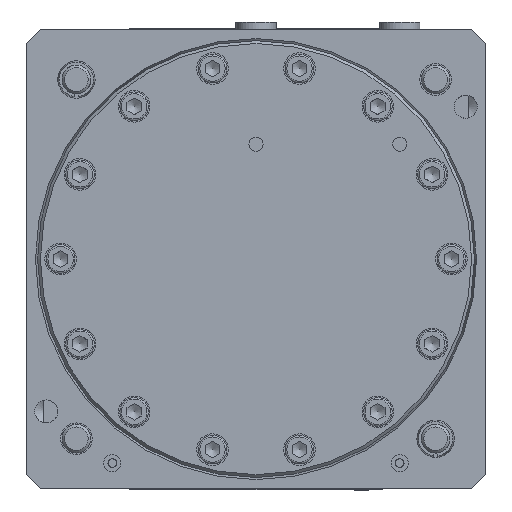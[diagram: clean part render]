
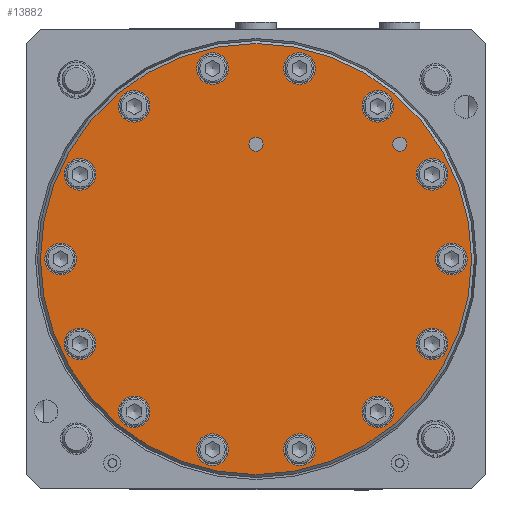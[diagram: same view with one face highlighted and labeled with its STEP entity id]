
A CAD part, front view. The second image highlights one B-rep face of the part: STEP entity #13882.
In plain terms, the highlighted planar face has unit normal (0, -1, 0).
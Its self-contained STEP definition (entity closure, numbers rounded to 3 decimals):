
#835=CIRCLE('',#15052,5.5);
#838=CIRCLE('',#15057,5.5);
#840=CIRCLE('',#15061,5.5);
#842=CIRCLE('',#15065,5.5);
#845=CIRCLE('',#15070,5.5);
#847=CIRCLE('',#15074,5.5);
#850=CIRCLE('',#15079,5.5);
#852=CIRCLE('',#15083,5.5);
#854=CIRCLE('',#15087,5.5);
#857=CIRCLE('',#15092,5.5);
#859=CIRCLE('',#15096,5.5);
#862=CIRCLE('',#15101,5.5);
#865=CIRCLE('',#15106,5.5);
#868=CIRCLE('',#15111,5.5);
#869=CIRCLE('',#15113,2.459);
#870=CIRCLE('',#15115,2.459);
#871=CIRCLE('',#15117,75.);
#1156=FACE_BOUND('',#2429,.T.);
#1157=FACE_BOUND('',#2430,.T.);
#1158=FACE_BOUND('',#2431,.T.);
#1159=FACE_BOUND('',#2432,.T.);
#1160=FACE_BOUND('',#2433,.T.);
#1161=FACE_BOUND('',#2434,.T.);
#1162=FACE_BOUND('',#2435,.T.);
#1163=FACE_BOUND('',#2436,.T.);
#1164=FACE_BOUND('',#2437,.T.);
#1165=FACE_BOUND('',#2438,.T.);
#1166=FACE_BOUND('',#2439,.T.);
#1167=FACE_BOUND('',#2440,.T.);
#1168=FACE_BOUND('',#2441,.T.);
#1169=FACE_BOUND('',#2442,.T.);
#1170=FACE_BOUND('',#2443,.T.);
#1171=FACE_BOUND('',#2444,.T.);
#1601=FACE_OUTER_BOUND('',#2428,.T.);
#2428=EDGE_LOOP('',(#10162));
#2429=EDGE_LOOP('',(#10163));
#2430=EDGE_LOOP('',(#10164));
#2431=EDGE_LOOP('',(#10165));
#2432=EDGE_LOOP('',(#10166));
#2433=EDGE_LOOP('',(#10167));
#2434=EDGE_LOOP('',(#10168));
#2435=EDGE_LOOP('',(#10169));
#2436=EDGE_LOOP('',(#10170));
#2437=EDGE_LOOP('',(#10171));
#2438=EDGE_LOOP('',(#10172));
#2439=EDGE_LOOP('',(#10173));
#2440=EDGE_LOOP('',(#10174));
#2441=EDGE_LOOP('',(#10175));
#2442=EDGE_LOOP('',(#10176));
#2443=EDGE_LOOP('',(#10177));
#2444=EDGE_LOOP('',(#10178));
#5778=VERTEX_POINT('',#21766);
#5781=VERTEX_POINT('',#21775);
#5783=VERTEX_POINT('',#21782);
#5785=VERTEX_POINT('',#21789);
#5788=VERTEX_POINT('',#21798);
#5790=VERTEX_POINT('',#21805);
#5793=VERTEX_POINT('',#21814);
#5795=VERTEX_POINT('',#21821);
#5797=VERTEX_POINT('',#21828);
#5800=VERTEX_POINT('',#21837);
#5802=VERTEX_POINT('',#21844);
#5805=VERTEX_POINT('',#21853);
#5808=VERTEX_POINT('',#21862);
#5811=VERTEX_POINT('',#21871);
#5812=VERTEX_POINT('',#21875);
#5813=VERTEX_POINT('',#21879);
#5814=VERTEX_POINT('',#21883);
#7334=EDGE_CURVE('',#5778,#5778,#835,.T.);
#7338=EDGE_CURVE('',#5781,#5781,#838,.T.);
#7341=EDGE_CURVE('',#5783,#5783,#840,.T.);
#7344=EDGE_CURVE('',#5785,#5785,#842,.T.);
#7348=EDGE_CURVE('',#5788,#5788,#845,.T.);
#7351=EDGE_CURVE('',#5790,#5790,#847,.T.);
#7355=EDGE_CURVE('',#5793,#5793,#850,.T.);
#7358=EDGE_CURVE('',#5795,#5795,#852,.T.);
#7361=EDGE_CURVE('',#5797,#5797,#854,.T.);
#7365=EDGE_CURVE('',#5800,#5800,#857,.T.);
#7368=EDGE_CURVE('',#5802,#5802,#859,.T.);
#7372=EDGE_CURVE('',#5805,#5805,#862,.T.);
#7376=EDGE_CURVE('',#5808,#5808,#865,.T.);
#7380=EDGE_CURVE('',#5811,#5811,#868,.T.);
#7382=EDGE_CURVE('',#5812,#5812,#869,.T.);
#7384=EDGE_CURVE('',#5813,#5813,#870,.T.);
#7387=EDGE_CURVE('',#5814,#5814,#871,.T.);
#10162=ORIENTED_EDGE('',*,*,#7387,.F.);
#10163=ORIENTED_EDGE('',*,*,#7334,.T.);
#10164=ORIENTED_EDGE('',*,*,#7338,.T.);
#10165=ORIENTED_EDGE('',*,*,#7341,.T.);
#10166=ORIENTED_EDGE('',*,*,#7344,.T.);
#10167=ORIENTED_EDGE('',*,*,#7348,.T.);
#10168=ORIENTED_EDGE('',*,*,#7351,.T.);
#10169=ORIENTED_EDGE('',*,*,#7355,.T.);
#10170=ORIENTED_EDGE('',*,*,#7358,.T.);
#10171=ORIENTED_EDGE('',*,*,#7361,.T.);
#10172=ORIENTED_EDGE('',*,*,#7365,.T.);
#10173=ORIENTED_EDGE('',*,*,#7368,.T.);
#10174=ORIENTED_EDGE('',*,*,#7372,.T.);
#10175=ORIENTED_EDGE('',*,*,#7376,.T.);
#10176=ORIENTED_EDGE('',*,*,#7380,.T.);
#10177=ORIENTED_EDGE('',*,*,#7382,.T.);
#10178=ORIENTED_EDGE('',*,*,#7384,.T.);
#12482=PLANE('',#15118);
#13882=ADVANCED_FACE('',(#1601,#1156,#1157,#1158,#1159,#1160,#1161,#1162,
#1163,#1164,#1165,#1166,#1167,#1168,#1169,#1170,#1171),#12482,.F.);
#15052=AXIS2_PLACEMENT_3D('',#21767,#17403,#17404);
#15057=AXIS2_PLACEMENT_3D('',#21776,#17414,#17415);
#15061=AXIS2_PLACEMENT_3D('',#21783,#17423,#17424);
#15065=AXIS2_PLACEMENT_3D('',#21790,#17432,#17433);
#15070=AXIS2_PLACEMENT_3D('',#21799,#17443,#17444);
#15074=AXIS2_PLACEMENT_3D('',#21806,#17452,#17453);
#15079=AXIS2_PLACEMENT_3D('',#21815,#17463,#17464);
#15083=AXIS2_PLACEMENT_3D('',#21822,#17472,#17473);
#15087=AXIS2_PLACEMENT_3D('',#21829,#17481,#17482);
#15092=AXIS2_PLACEMENT_3D('',#21838,#17492,#17493);
#15096=AXIS2_PLACEMENT_3D('',#21845,#17501,#17502);
#15101=AXIS2_PLACEMENT_3D('',#21854,#17512,#17513);
#15106=AXIS2_PLACEMENT_3D('',#21863,#17523,#17524);
#15111=AXIS2_PLACEMENT_3D('',#21872,#17534,#17535);
#15113=AXIS2_PLACEMENT_3D('',#21876,#17539,#17540);
#15115=AXIS2_PLACEMENT_3D('',#21880,#17544,#17545);
#15117=AXIS2_PLACEMENT_3D('',#21885,#17550,#17551);
#15118=AXIS2_PLACEMENT_3D('',#21886,#17552,#17553);
#17403=DIRECTION('center_axis',(0.,1.,0.));
#17404=DIRECTION('ref_axis',(-0.901,0.,0.434));
#17414=DIRECTION('center_axis',(0.,1.,0.));
#17415=DIRECTION('ref_axis',(-0.623,0.,0.782));
#17423=DIRECTION('center_axis',(0.,1.,0.));
#17424=DIRECTION('ref_axis',(-0.223,0.,0.975));
#17432=DIRECTION('center_axis',(0.,1.,0.));
#17433=DIRECTION('ref_axis',(0.223,0.,0.975));
#17443=DIRECTION('center_axis',(0.,1.,0.));
#17444=DIRECTION('ref_axis',(0.623,0.,0.782));
#17452=DIRECTION('center_axis',(0.,1.,0.));
#17453=DIRECTION('ref_axis',(0.901,0.,0.434));
#17463=DIRECTION('center_axis',(0.,1.,0.));
#17464=DIRECTION('ref_axis',(1.,0.,0.));
#17472=DIRECTION('center_axis',(0.,1.,0.));
#17473=DIRECTION('ref_axis',(0.901,0.,-0.434));
#17481=DIRECTION('center_axis',(0.,1.,0.));
#17482=DIRECTION('ref_axis',(0.623,0.,-0.782));
#17492=DIRECTION('center_axis',(0.,1.,0.));
#17493=DIRECTION('ref_axis',(0.223,0.,-0.975));
#17501=DIRECTION('center_axis',(0.,1.,0.));
#17502=DIRECTION('ref_axis',(-0.223,0.,-0.975));
#17512=DIRECTION('center_axis',(0.,1.,0.));
#17513=DIRECTION('ref_axis',(-0.623,0.,-0.782));
#17523=DIRECTION('center_axis',(0.,1.,0.));
#17524=DIRECTION('ref_axis',(-0.901,0.,-0.434));
#17534=DIRECTION('center_axis',(0.,1.,0.));
#17535=DIRECTION('ref_axis',(-1.,0.,0.));
#17539=DIRECTION('center_axis',(0.,1.,0.));
#17540=DIRECTION('ref_axis',(-1.,0.,0.));
#17544=DIRECTION('center_axis',(0.,1.,0.));
#17545=DIRECTION('ref_axis',(-1.,0.,0.));
#17550=DIRECTION('center_axis',(0.,1.,0.));
#17551=DIRECTION('ref_axis',(1.,0.,0.));
#17552=DIRECTION('center_axis',(0.,1.,0.));
#17553=DIRECTION('ref_axis',(1.,0.,0.));
#21766=CARTESIAN_POINT('',(21.028,0.491,162.908));
#21767=CARTESIAN_POINT('Origin',(16.073,0.491,165.295));
#21775=CARTESIAN_POINT('',(38.371,0.491,184.655));
#21776=CARTESIAN_POINT('Origin',(34.941,0.491,188.955));
#21782=CARTESIAN_POINT('',(63.431,0.491,196.723));
#21783=CARTESIAN_POINT('Origin',(62.207,0.491,202.086));
#21789=CARTESIAN_POINT('',(91.246,0.491,196.723));
#21790=CARTESIAN_POINT('Origin',(92.47,0.491,202.086));
#21798=CARTESIAN_POINT('',(116.307,0.491,184.655));
#21799=CARTESIAN_POINT('Origin',(119.736,0.491,188.955));
#21805=CARTESIAN_POINT('',(133.649,0.491,162.908));
#21806=CARTESIAN_POINT('Origin',(138.605,0.491,165.295));
#21814=CARTESIAN_POINT('',(139.839,0.491,135.79));
#21815=CARTESIAN_POINT('Origin',(145.339,0.491,135.79));
#21821=CARTESIAN_POINT('',(133.649,0.491,108.673));
#21822=CARTESIAN_POINT('Origin',(138.605,0.491,106.286));
#21828=CARTESIAN_POINT('',(116.307,0.491,86.926));
#21829=CARTESIAN_POINT('Origin',(119.736,0.491,82.626));
#21837=CARTESIAN_POINT('',(91.246,0.491,74.857));
#21838=CARTESIAN_POINT('Origin',(92.47,0.491,69.495));
#21844=CARTESIAN_POINT('',(63.431,0.491,74.857));
#21845=CARTESIAN_POINT('Origin',(62.207,0.491,69.495));
#21853=CARTESIAN_POINT('',(38.371,0.491,86.926));
#21854=CARTESIAN_POINT('Origin',(34.941,0.491,82.626));
#21862=CARTESIAN_POINT('',(21.028,0.491,108.673));
#21863=CARTESIAN_POINT('Origin',(16.073,0.491,106.286));
#21871=CARTESIAN_POINT('',(14.839,0.491,135.79));
#21872=CARTESIAN_POINT('Origin',(9.339,0.491,135.79));
#21875=CARTESIAN_POINT('',(79.797,0.491,95.79));
#21876=CARTESIAN_POINT('Origin',(77.339,0.491,95.79));
#21879=CARTESIAN_POINT('',(29.797,0.491,95.79));
#21880=CARTESIAN_POINT('Origin',(27.339,0.491,95.79));
#21883=CARTESIAN_POINT('',(2.339,0.491,135.79));
#21885=CARTESIAN_POINT('Origin',(77.339,0.491,135.79));
#21886=CARTESIAN_POINT('Origin',(77.339,0.491,135.79));
